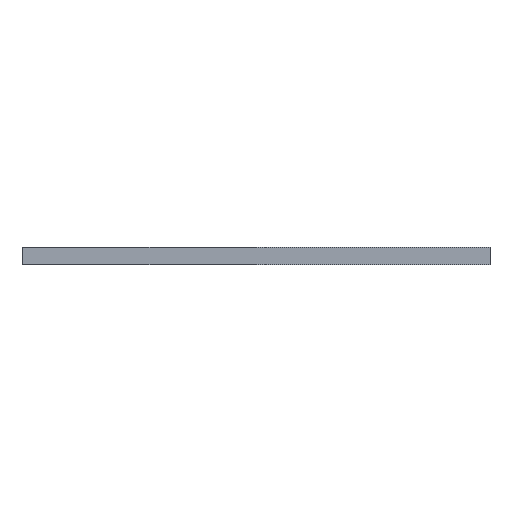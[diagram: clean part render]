
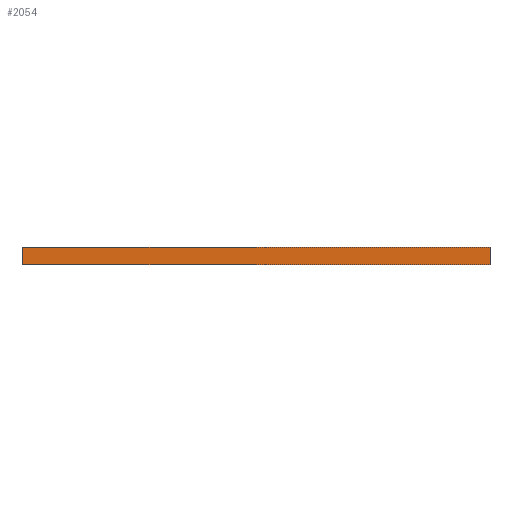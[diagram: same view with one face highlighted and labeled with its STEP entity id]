
A CAD part, left-side view. The second image highlights one B-rep face of the part: STEP entity #2054.
In plain terms, the highlighted planar face has unit normal (-1, 0, 0).
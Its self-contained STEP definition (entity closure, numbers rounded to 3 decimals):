
#26 = DIRECTION ( 'NONE',  ( 0., 0., 1. ) ) ;
#102 = AXIS2_PLACEMENT_3D ( 'NONE', #362, #1009, #26 ) ;
#106 = VERTEX_POINT ( 'NONE', #1546 ) ;
#108 = VERTEX_POINT ( 'NONE', #916 ) ;
#112 = DIRECTION ( 'NONE',  ( 0., 1., 0. ) ) ;
#114 = LINE ( 'NONE', #783, #1863 ) ;
#170 = VECTOR ( 'NONE', #710, 1000. ) ;
#362 = CARTESIAN_POINT ( 'NONE',  ( -22.4, -22.875, 0.85 ) ) ;
#507 = VECTOR ( 'NONE', #1787, 1000. ) ;
#655 = FACE_OUTER_BOUND ( 'NONE', #686, .T. ) ;
#664 = ORIENTED_EDGE ( 'NONE', *, *, #1813, .F. ) ;
#666 = ORIENTED_EDGE ( 'NONE', *, *, #706, .F. ) ;
#686 = EDGE_LOOP ( 'NONE', ( #664, #666, #1534, #746 ) ) ;
#706 = EDGE_CURVE ( 'NONE', #1408, #106, #947, .T. ) ;
#710 = DIRECTION ( 'NONE',  ( 0., 0., -1. ) ) ;
#746 = ORIENTED_EDGE ( 'NONE', *, *, #1610, .T. ) ;
#783 = CARTESIAN_POINT ( 'NONE',  ( -22.4, -22.875, 0.85 ) ) ;
#916 = CARTESIAN_POINT ( 'NONE',  ( -22.4, 22.875, 0.85 ) ) ;
#947 = LINE ( 'NONE', #1618, #507 ) ;
#1009 = DIRECTION ( 'NONE',  ( -1., 0., 0. ) ) ;
#1044 = VECTOR ( 'NONE', #2037, 1000. ) ;
#1100 = VERTEX_POINT ( 'NONE', #1214 ) ;
#1126 = EDGE_CURVE ( 'NONE', #1408, #108, #114, .T. ) ;
#1138 = LINE ( 'NONE', #1840, #170 ) ;
#1175 = PLANE ( 'NONE',  #102 ) ;
#1214 = CARTESIAN_POINT ( 'NONE',  ( -22.4, 22.875, -0.85 ) ) ;
#1408 = VERTEX_POINT ( 'NONE', #2072 ) ;
#1534 = ORIENTED_EDGE ( 'NONE', *, *, #1126, .T. ) ;
#1546 = CARTESIAN_POINT ( 'NONE',  ( -22.4, -22.875, -0.85 ) ) ;
#1610 = EDGE_CURVE ( 'NONE', #108, #1100, #1138, .T. ) ;
#1618 = CARTESIAN_POINT ( 'NONE',  ( -22.4, -22.875, 0.85 ) ) ;
#1787 = DIRECTION ( 'NONE',  ( 0., 0., -1. ) ) ;
#1813 = EDGE_CURVE ( 'NONE', #106, #1100, #2089, .T. ) ;
#1840 = CARTESIAN_POINT ( 'NONE',  ( -22.4, 22.875, 0.85 ) ) ;
#1863 = VECTOR ( 'NONE', #112, 1000. ) ;
#1884 = CARTESIAN_POINT ( 'NONE',  ( -22.4, -22.875, -0.85 ) ) ;
#2037 = DIRECTION ( 'NONE',  ( 0., 1., 0. ) ) ;
#2054 = ADVANCED_FACE ( 'NONE', ( #655 ), #1175, .T. ) ;
#2072 = CARTESIAN_POINT ( 'NONE',  ( -22.4, -22.875, 0.85 ) ) ;
#2089 = LINE ( 'NONE', #1884, #1044 ) ;
